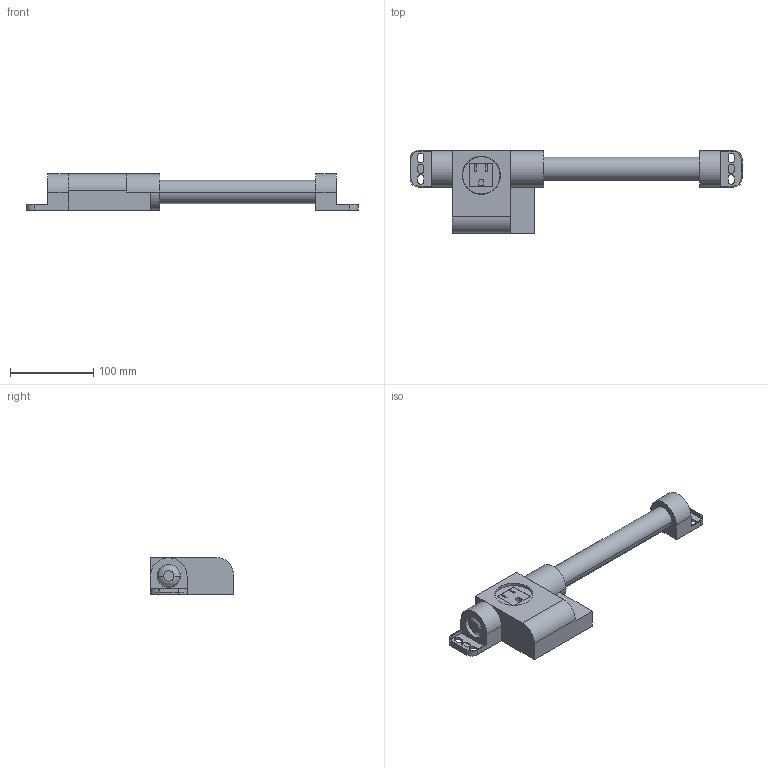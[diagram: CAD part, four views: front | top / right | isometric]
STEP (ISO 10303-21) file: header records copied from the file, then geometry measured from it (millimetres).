
FILE_DESCRIPTION(('starvars output'),'2;1');
FILE_NAME('cv20200416135309000017521.stp','13:53:09 2020/04/16',( 'Thomas Industrial Network Germany GmbH'),( 'Thomas Industrial Network Germany GmbH'),'unknown preprocess','ACIS' ,'unknown authorization');
FILE_SCHEMA(('AUTOMOTIVE_DESIGN_CC2 {UNKNOWN IMPLEMENTATION LEVEL}'));
Length unit declared in the file: millimetre
Products named in the file (1): PRODUCT_ID_1
Bounding box: 400 x 100 x 44 mm (x, y, z)
Volume: 601527.9 mm3; surface area: 80543.1 mm2
Topology: 1 solids, 2 shells, 113 faces, 283 edges, 185 vertices
Faces by surface type: plane 69, cylinder 38, bspline 6
Entity records: 4423 total; most frequent: CARTESIAN_POINT 782, ORIENTED_EDGE 566, DIRECTION 521, EDGE_CURVE 283, VECTOR 187, LINE 187, VERTEX_POINT 185, AXIS2_PLACEMENT_3D 167
